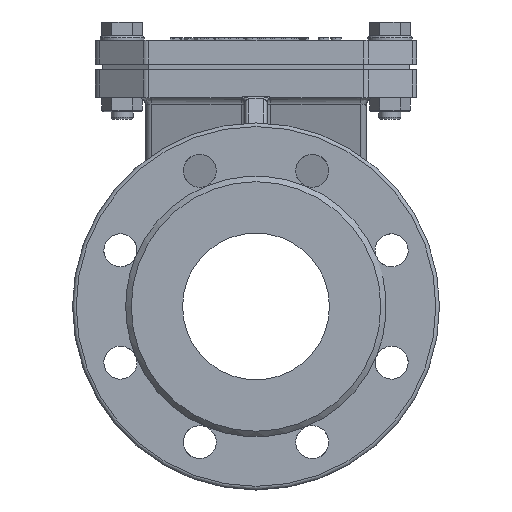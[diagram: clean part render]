
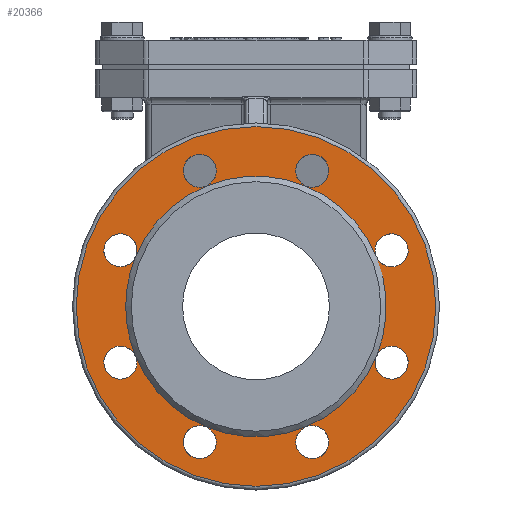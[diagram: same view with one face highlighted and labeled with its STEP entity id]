
A CAD part, front view. The second image highlights one B-rep face of the part: STEP entity #20366.
In plain terms, the highlighted planar face has unit normal (0, -1, 0).
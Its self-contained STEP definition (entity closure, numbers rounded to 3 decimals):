
#1536=FACE_BOUND('',#3933,.T.);
#1721=CIRCLE('',#21274,98.);
#1724=CIRCLE('',#21279,71.);
#1725=CIRCLE('',#21280,9.);
#1726=CIRCLE('',#21281,71.);
#1727=CIRCLE('',#21282,9.);
#1728=CIRCLE('',#21283,71.);
#1729=CIRCLE('',#21284,9.);
#1730=CIRCLE('',#21285,71.);
#1731=CIRCLE('',#21286,9.);
#1732=CIRCLE('',#21287,71.);
#1733=CIRCLE('',#21288,9.);
#1734=CIRCLE('',#21289,71.);
#1735=CIRCLE('',#21290,9.);
#1736=CIRCLE('',#21291,71.);
#1737=CIRCLE('',#21292,9.);
#1738=CIRCLE('',#21293,71.);
#1739=CIRCLE('',#21294,9.);
#2783=FACE_OUTER_BOUND('',#3932,.T.);
#3932=EDGE_LOOP('',(#18005));
#3933=EDGE_LOOP('',(#18006,#18007,#18008,#18009,#18010,#18011,#18012,#18013,
#18014,#18015,#18016,#18017,#18018,#18019,#18020,#18021));
#9555=VERTEX_POINT('',#38756);
#9558=VERTEX_POINT('',#38764);
#9559=VERTEX_POINT('',#38765);
#9560=VERTEX_POINT('',#38768);
#9561=VERTEX_POINT('',#38771);
#9562=VERTEX_POINT('',#38774);
#9563=VERTEX_POINT('',#38777);
#9564=VERTEX_POINT('',#38780);
#9565=VERTEX_POINT('',#38783);
#12433=EDGE_CURVE('',#9555,#9555,#1721,.T.);
#12436=EDGE_CURVE('',#9558,#9559,#1724,.T.);
#12437=EDGE_CURVE('',#9559,#9559,#1725,.T.);
#12438=EDGE_CURVE('',#9559,#9560,#1726,.T.);
#12439=EDGE_CURVE('',#9560,#9560,#1727,.T.);
#12440=EDGE_CURVE('',#9560,#9561,#1728,.T.);
#12441=EDGE_CURVE('',#9561,#9561,#1729,.T.);
#12442=EDGE_CURVE('',#9561,#9562,#1730,.T.);
#12443=EDGE_CURVE('',#9562,#9562,#1731,.T.);
#12444=EDGE_CURVE('',#9562,#9563,#1732,.T.);
#12445=EDGE_CURVE('',#9563,#9563,#1733,.T.);
#12446=EDGE_CURVE('',#9563,#9564,#1734,.T.);
#12447=EDGE_CURVE('',#9564,#9564,#1735,.T.);
#12448=EDGE_CURVE('',#9564,#9565,#1736,.T.);
#12449=EDGE_CURVE('',#9565,#9565,#1737,.T.);
#12450=EDGE_CURVE('',#9565,#9558,#1738,.T.);
#12451=EDGE_CURVE('',#9558,#9558,#1739,.T.);
#18005=ORIENTED_EDGE('',*,*,#12433,.F.);
#18006=ORIENTED_EDGE('',*,*,#12436,.T.);
#18007=ORIENTED_EDGE('',*,*,#12437,.T.);
#18008=ORIENTED_EDGE('',*,*,#12438,.T.);
#18009=ORIENTED_EDGE('',*,*,#12439,.T.);
#18010=ORIENTED_EDGE('',*,*,#12440,.T.);
#18011=ORIENTED_EDGE('',*,*,#12441,.T.);
#18012=ORIENTED_EDGE('',*,*,#12442,.T.);
#18013=ORIENTED_EDGE('',*,*,#12443,.T.);
#18014=ORIENTED_EDGE('',*,*,#12444,.T.);
#18015=ORIENTED_EDGE('',*,*,#12445,.T.);
#18016=ORIENTED_EDGE('',*,*,#12446,.T.);
#18017=ORIENTED_EDGE('',*,*,#12447,.T.);
#18018=ORIENTED_EDGE('',*,*,#12448,.T.);
#18019=ORIENTED_EDGE('',*,*,#12449,.T.);
#18020=ORIENTED_EDGE('',*,*,#12450,.T.);
#18021=ORIENTED_EDGE('',*,*,#12451,.T.);
#19448=PLANE('',#21278);
#20366=ADVANCED_FACE('',(#2783,#1536),#19448,.T.);
#21274=AXIS2_PLACEMENT_3D('',#38757,#24520,#24521);
#21278=AXIS2_PLACEMENT_3D('',#38763,#24528,#24529);
#21279=AXIS2_PLACEMENT_3D('',#38766,#24530,#24531);
#21280=AXIS2_PLACEMENT_3D('',#38767,#24532,#24533);
#21281=AXIS2_PLACEMENT_3D('',#38769,#24534,#24535);
#21282=AXIS2_PLACEMENT_3D('',#38770,#24536,#24537);
#21283=AXIS2_PLACEMENT_3D('',#38772,#24538,#24539);
#21284=AXIS2_PLACEMENT_3D('',#38773,#24540,#24541);
#21285=AXIS2_PLACEMENT_3D('',#38775,#24542,#24543);
#21286=AXIS2_PLACEMENT_3D('',#38776,#24544,#24545);
#21287=AXIS2_PLACEMENT_3D('',#38778,#24546,#24547);
#21288=AXIS2_PLACEMENT_3D('',#38779,#24548,#24549);
#21289=AXIS2_PLACEMENT_3D('',#38781,#24550,#24551);
#21290=AXIS2_PLACEMENT_3D('',#38782,#24552,#24553);
#21291=AXIS2_PLACEMENT_3D('',#38784,#24554,#24555);
#21292=AXIS2_PLACEMENT_3D('',#38785,#24556,#24557);
#21293=AXIS2_PLACEMENT_3D('',#38786,#24558,#24559);
#21294=AXIS2_PLACEMENT_3D('',#38787,#24560,#24561);
#24520=DIRECTION('center_axis',(0.,1.,0.));
#24521=DIRECTION('ref_axis',(1.,0.,0.));
#24528=DIRECTION('center_axis',(0.,-1.,0.));
#24529=DIRECTION('ref_axis',(0.,0.,-1.));
#24530=DIRECTION('center_axis',(0.,1.,0.));
#24531=DIRECTION('ref_axis',(1.,0.,0.));
#24532=DIRECTION('center_axis',(0.,1.,0.));
#24533=DIRECTION('ref_axis',(0.707,0.,-0.707));
#24534=DIRECTION('center_axis',(0.,1.,0.));
#24535=DIRECTION('ref_axis',(1.,0.,0.));
#24536=DIRECTION('center_axis',(0.,1.,0.));
#24537=DIRECTION('ref_axis',(0.,0.,-1.));
#24538=DIRECTION('center_axis',(0.,1.,0.));
#24539=DIRECTION('ref_axis',(1.,0.,0.));
#24540=DIRECTION('center_axis',(0.,1.,0.));
#24541=DIRECTION('ref_axis',(-0.707,0.,-0.707));
#24542=DIRECTION('center_axis',(0.,1.,0.));
#24543=DIRECTION('ref_axis',(1.,0.,0.));
#24544=DIRECTION('center_axis',(0.,1.,0.));
#24545=DIRECTION('ref_axis',(-1.,0.,0.));
#24546=DIRECTION('center_axis',(0.,1.,0.));
#24547=DIRECTION('ref_axis',(1.,0.,0.));
#24548=DIRECTION('center_axis',(0.,1.,0.));
#24549=DIRECTION('ref_axis',(-0.707,0.,0.707));
#24550=DIRECTION('center_axis',(0.,1.,0.));
#24551=DIRECTION('ref_axis',(1.,0.,0.));
#24552=DIRECTION('center_axis',(0.,1.,0.));
#24553=DIRECTION('ref_axis',(0.,0.,
1.));
#24554=DIRECTION('center_axis',(0.,1.,0.));
#24555=DIRECTION('ref_axis',(1.,0.,0.));
#24556=DIRECTION('center_axis',(0.,1.,0.));
#24557=DIRECTION('ref_axis',(0.707,0.,0.707));
#24558=DIRECTION('center_axis',(0.,1.,0.));
#24559=DIRECTION('ref_axis',(1.,0.,0.));
#24560=DIRECTION('center_axis',(0.,1.,0.));
#24561=DIRECTION('ref_axis',(1.,0.,0.));
#38756=CARTESIAN_POINT('',(-98.,-127.,0.));
#38757=CARTESIAN_POINT('Origin',(0.,-127.,0.));
#38763=CARTESIAN_POINT('Origin',(-100.,-127.,0.));
#38764=CARTESIAN_POINT('',(-27.171,-127.,-65.595));
#38765=CARTESIAN_POINT('',(-65.595,-127.,-27.171));
#38766=CARTESIAN_POINT('Origin',(0.,-127.,0.));
#38767=CARTESIAN_POINT('Origin',(-73.91,-127.,-30.615));
#38768=CARTESIAN_POINT('',(-65.595,-127.,27.171));
#38769=CARTESIAN_POINT('Origin',(0.,-127.,0.));
#38770=CARTESIAN_POINT('Origin',(-73.91,-127.,30.615));
#38771=CARTESIAN_POINT('',(-27.171,-127.,65.595));
#38772=CARTESIAN_POINT('Origin',(0.,-127.,0.));
#38773=CARTESIAN_POINT('Origin',(-30.615,-127.,73.91));
#38774=CARTESIAN_POINT('',(27.171,-127.,65.595));
#38775=CARTESIAN_POINT('Origin',(0.,-127.,0.));
#38776=CARTESIAN_POINT('Origin',(30.615,-127.,73.91));
#38777=CARTESIAN_POINT('',(65.595,-127.,27.171));
#38778=CARTESIAN_POINT('Origin',(0.,-127.,0.));
#38779=CARTESIAN_POINT('Origin',(73.91,-127.,30.615));
#38780=CARTESIAN_POINT('',(65.595,-127.,-27.171));
#38781=CARTESIAN_POINT('Origin',(0.,-127.,0.));
#38782=CARTESIAN_POINT('Origin',(73.91,-127.,-30.615));
#38783=CARTESIAN_POINT('',(27.171,-127.,-65.595));
#38784=CARTESIAN_POINT('Origin',(0.,-127.,0.));
#38785=CARTESIAN_POINT('Origin',(30.615,-127.,-73.91));
#38786=CARTESIAN_POINT('Origin',(0.,-127.,0.));
#38787=CARTESIAN_POINT('Origin',(-30.615,-127.,-73.91));
